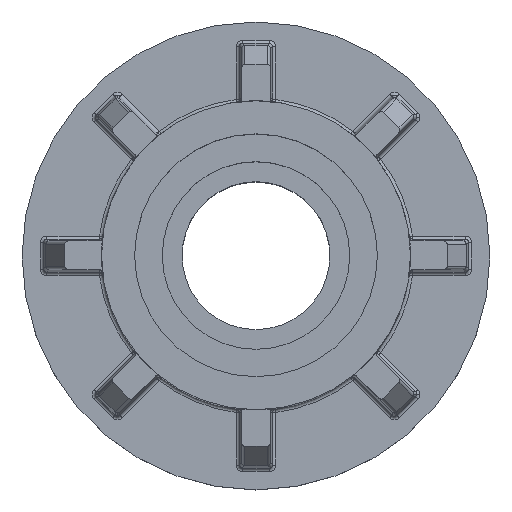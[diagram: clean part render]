
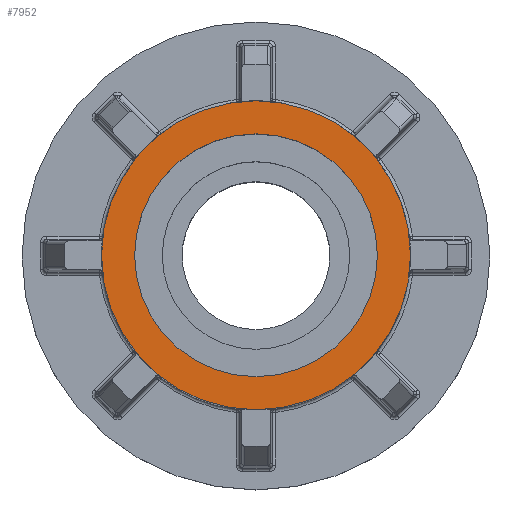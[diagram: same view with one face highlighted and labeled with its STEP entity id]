
A CAD part, top view. The second image highlights one B-rep face of the part: STEP entity #7952.
In plain terms, the highlighted planar face has unit normal (0, 0, 1).
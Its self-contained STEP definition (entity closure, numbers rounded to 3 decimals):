
#137 = AXIS2_PLACEMENT_3D ( 'NONE', #1978, #6902, #2673 ) ;
#513 = EDGE_LOOP ( 'NONE', ( #5326, #8444 ) ) ;
#727 = CARTESIAN_POINT ( 'NONE',  ( 11., 0., 43. ) ) ;
#823 = VERTEX_POINT ( 'NONE', #727 ) ;
#1213 = CARTESIAN_POINT ( 'NONE',  ( 0., 0., 43. ) ) ;
#1768 = CIRCLE ( 'NONE', #4714, 11. ) ;
#1819 = PLANE ( 'NONE',  #8311 ) ;
#1938 = DIRECTION ( 'NONE',  ( 1., 0., 0. ) ) ;
#1978 = CARTESIAN_POINT ( 'NONE',  ( 0., 0., 43. ) ) ;
#2263 = EDGE_LOOP ( 'NONE', ( #8748, #5766 ) ) ;
#2523 = DIRECTION ( 'NONE',  ( 0., 0., 1. ) ) ;
#2673 = DIRECTION ( 'NONE',  ( 1., 0., 0. ) ) ;
#3239 = CARTESIAN_POINT ( 'NONE',  ( 0., 0., 43. ) ) ;
#3764 = VERTEX_POINT ( 'NONE', #4807 ) ;
#3890 = AXIS2_PLACEMENT_3D ( 'NONE', #3239, #8310, #3940 ) ;
#3940 = DIRECTION ( 'NONE',  ( 1., 0., 0. ) ) ;
#4029 = CARTESIAN_POINT ( 'NONE',  ( 0., 0., 43. ) ) ;
#4714 = AXIS2_PLACEMENT_3D ( 'NONE', #4029, #9140, #4774 ) ;
#4774 = DIRECTION ( 'NONE',  ( 1., 0., 0. ) ) ;
#4807 = CARTESIAN_POINT ( 'NONE',  ( -14., 0., 43. ) ) ;
#4904 = VERTEX_POINT ( 'NONE', #9455 ) ;
#4966 = FACE_OUTER_BOUND ( 'NONE', #2263, .T. ) ;
#5058 = EDGE_CURVE ( 'NONE', #4904, #3764, #7530, .T. ) ;
#5326 = ORIENTED_EDGE ( 'NONE', *, *, #8537, .F. ) ;
#5766 = ORIENTED_EDGE ( 'NONE', *, *, #5058, .T. ) ;
#6153 = DIRECTION ( 'NONE',  ( 0., 0., 1. ) ) ;
#6394 = CIRCLE ( 'NONE', #7925, 11. ) ;
#6722 = CIRCLE ( 'NONE', #137, 14. ) ;
#6902 = DIRECTION ( 'NONE',  ( 0., 0., 1. ) ) ;
#7442 = VERTEX_POINT ( 'NONE', #9434 ) ;
#7479 = DIRECTION ( 'NONE',  ( 1., 0., 0. ) ) ;
#7530 = CIRCLE ( 'NONE', #3890, 14. ) ;
#7925 = AXIS2_PLACEMENT_3D ( 'NONE', #1213, #6153, #1938 ) ;
#7952 = ADVANCED_FACE ( 'NONE', ( #9076, #4966 ), #1819, .T. ) ;
#8026 = EDGE_CURVE ( 'NONE', #7442, #823, #6394, .T. ) ;
#8310 = DIRECTION ( 'NONE',  ( 0., 0., 1. ) ) ;
#8311 = AXIS2_PLACEMENT_3D ( 'NONE', #8977, #2523, #7479 ) ;
#8444 = ORIENTED_EDGE ( 'NONE', *, *, #8026, .F. ) ;
#8537 = EDGE_CURVE ( 'NONE', #823, #7442, #1768, .T. ) ;
#8748 = ORIENTED_EDGE ( 'NONE', *, *, #9022, .T. ) ;
#8977 = CARTESIAN_POINT ( 'NONE',  ( 0., 0., 43. ) ) ;
#9022 = EDGE_CURVE ( 'NONE', #3764, #4904, #6722, .T. ) ;
#9076 = FACE_BOUND ( 'NONE', #513, .T. ) ;
#9140 = DIRECTION ( 'NONE',  ( 0., 0., 1. ) ) ;
#9434 = CARTESIAN_POINT ( 'NONE',  ( -11., 0., 43. ) ) ;
#9455 = CARTESIAN_POINT ( 'NONE',  ( 14., 0., 43. ) ) ;
